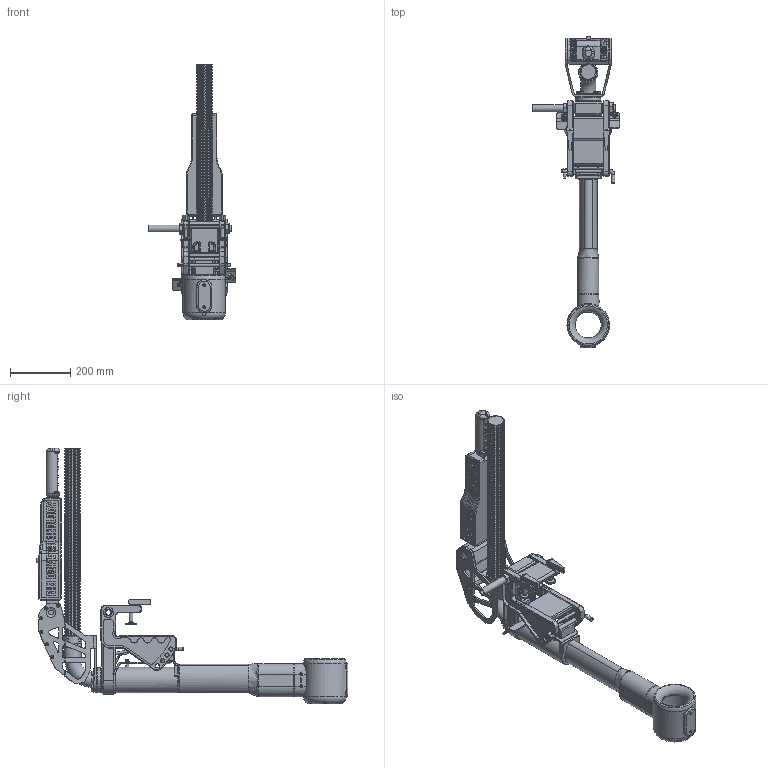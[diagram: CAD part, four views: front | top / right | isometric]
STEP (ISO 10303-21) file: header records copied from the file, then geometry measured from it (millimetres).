
FILE_DESCRIPTION (( 'STEP AP214' ), '1' );
FILE_NAME ('P-104-250-rev-A-086.STEP', '2025-11-04T07:52:23', ( '' ), ( '' ), 'SwSTEP 2.0', 'SolidWorks 2024', '' );
FILE_SCHEMA (( 'AUTOMOTIVE_DESIGN' ));
Length unit declared in the file: millimetre
Products named in the file (1): P-104-250-rev-A-086
Bounding box: 288.95 x 1031.47 x 846.29 mm (x, y, z)
Volume: 12800142.7 mm3; surface area: 1258268.7 mm2
Topology: 1 solids, 14 shells, 3457 faces, 8375 edges, 5129 vertices
Faces by surface type: plane 1622, cylinder 748, bspline 479, torus 339, cone 263, sphere 6
Full cylindrical faces by diameter (mm): 4 x2, 4.3 x2, 5 x5, 5.7 x4, 6 x4, 6.95 x2, 7.64 x2, 8 x2, 8.1 x3, 9 x1, 9.64 x12, 10 x4, 12 x8, 13 x14, 14 x1, 16 x2, 17 x1, 22.5 x2, 25 x2, 32 x2, 35 x2, 40 x1, 48 x62, 54.5 x63, 58 x2, 63.5 x2, 80 x1, 82 x1, 85 x1, 86.5 x1
Entity records: 147587 total; most frequent: CARTESIAN_POINT 40497, ORIENTED_EDGE 15216, DIRECTION 13986, EDGE_CURVE 7608, AXIS2_PLACEMENT_3D 5127, VERTEX_POINT 5014, EDGE_LOOP 4420, FACE_OUTER_BOUND 3953
